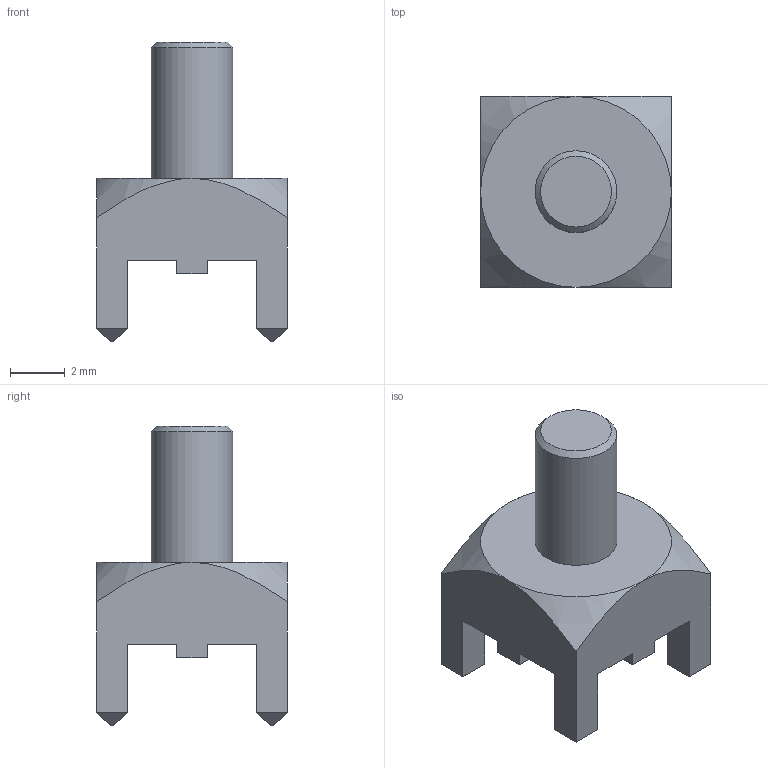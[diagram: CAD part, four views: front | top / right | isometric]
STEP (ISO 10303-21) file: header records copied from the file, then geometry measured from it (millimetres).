
FILE_DESCRIPTION( ( 'Unknown' ), '1' );
FILE_NAME( '74651173.stp', 'Unknown', ( 'Unknown' ), ( 'Unknown' ), 'PSStep 18.0.17', 'Unknown', ' ' );
FILE_SCHEMA( ( 'AUTOMOTIVE_DESIGN { 1 0 10303 214 1 1 1 1 }' ) );
Length unit declared in the file: millimetre
Products named in the file (1): 1
Bounding box: 7 x 7 x 11 mm (x, y, z)
Volume: 194.5 mm3; surface area: 276.4 mm2
Topology: 1 solids, 1 shells, 62 faces, 154 edges, 96 vertices
Faces by surface type: plane 56, cone 5, cylinder 1
Full cylindrical faces by diameter (mm): 3 x1
Entity records: 2334 total; most frequent: CARTESIAN_POINT 381, ORIENTED_EDGE 302, DIRECTION 276, EDGE_CURVE 151, LINE 136, VECTOR 136, VERTEX_POINT 95, AXIS2_PLACEMENT_3D 70
